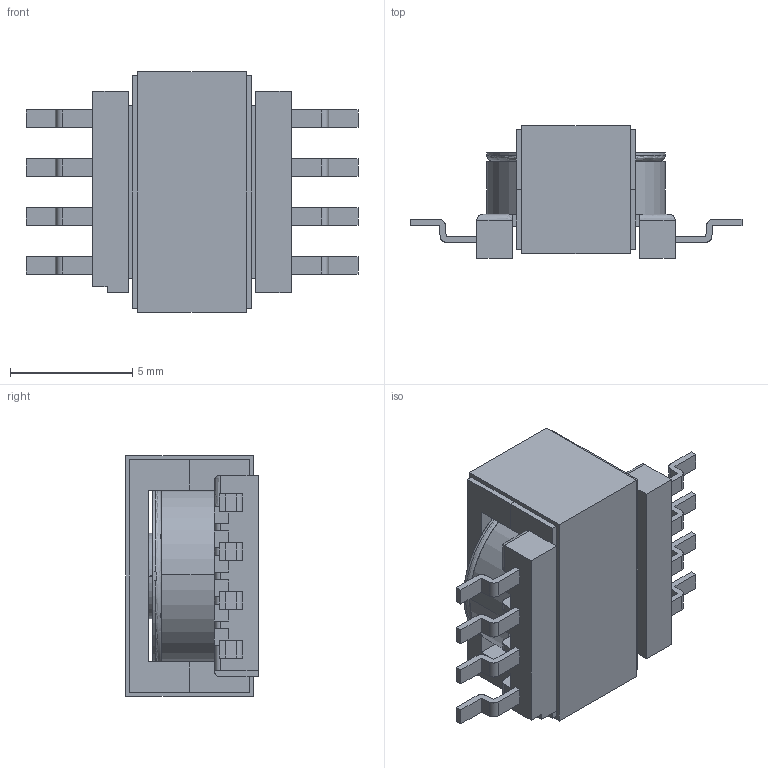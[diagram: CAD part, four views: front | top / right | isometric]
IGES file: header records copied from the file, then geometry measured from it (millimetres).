
Start section: SolidWorks IGES file using analytic representation for surfaces
Global section: file name: ER9.5_6245.IGS; native system: SolidWorks 2017; preprocessor: SolidWorks 2017; author: e.wtnpm; date: 210629.161348; units: millimetre
Bounding box: 13.56 x 5.41 x 9.82 mm (x, y, z)
Surface area: 1102.3 mm2 (no closed solid volume)
Topology: 0 solids, 0 shells, 240 faces, 1972 edges, 1972 vertices
Faces by surface type: bspline 184, revolution 56
